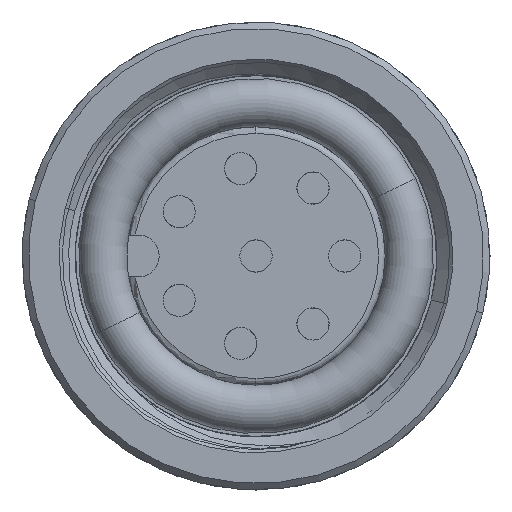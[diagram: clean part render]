
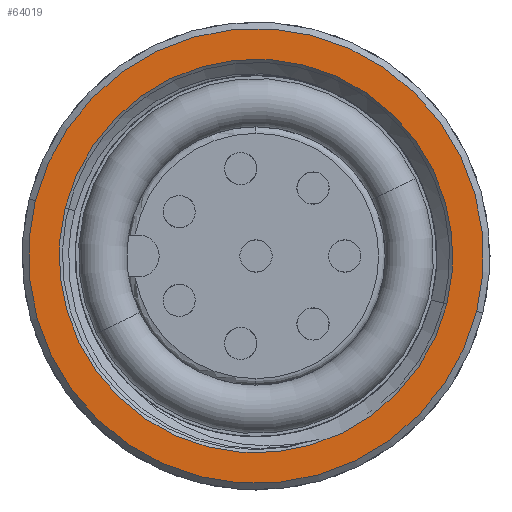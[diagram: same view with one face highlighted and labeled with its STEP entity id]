
A CAD part, left-side view. The second image highlights one B-rep face of the part: STEP entity #64019.
In plain terms, the highlighted face is planar.
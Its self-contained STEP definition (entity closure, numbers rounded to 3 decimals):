
#198 = ORIENTED_EDGE ( 'NONE', *, *, #36707, .T. ) ;
#527 = CIRCLE ( 'NONE', #9388, 6.1 ) ;
#2936 = EDGE_CURVE ( 'NONE', #35730, #22949, #51817, .T. ) ;
#6328 = DIRECTION ( 'NONE',  ( 0., 0., 1. ) ) ;
#9388 = AXIS2_PLACEMENT_3D ( 'NONE', #47667, #23045, #48490 ) ;
#10265 = CARTESIAN_POINT ( 'NONE',  ( 11., 0., -7.05 ) ) ;
#18729 = CARTESIAN_POINT ( 'NONE',  ( 11., 0., 0. ) ) ;
#22949 = VERTEX_POINT ( 'NONE', #33110 ) ;
#23045 = DIRECTION ( 'NONE',  ( -1., 0., 0. ) ) ;
#25373 = CARTESIAN_POINT ( 'NONE',  ( 11., 7.25, 0. ) ) ;
#31426 = DIRECTION ( 'NONE',  ( -1., 0., 0. ) ) ;
#33110 = CARTESIAN_POINT ( 'NONE',  ( 11., 0., 7.05 ) ) ;
#35307 = FACE_BOUND ( 'NONE', #67035, .T. ) ;
#35730 = VERTEX_POINT ( 'NONE', #10265 ) ;
#36707 = EDGE_CURVE ( 'NONE', #22949, #35730, #50335, .T. ) ;
#37769 = DIRECTION ( 'NONE',  ( 0., 0., 1. ) ) ;
#42416 = CARTESIAN_POINT ( 'NONE',  ( 11., 0., 0. ) ) ;
#43618 = DIRECTION ( 'NONE',  ( 0., 0., 1. ) ) ;
#44150 = DIRECTION ( 'NONE',  ( 1., 0., 0. ) ) ;
#44436 = PLANE ( 'NONE',  #80049 ) ;
#44528 = CIRCLE ( 'NONE', #61436, 6.1 ) ;
#47667 = CARTESIAN_POINT ( 'NONE',  ( 11., 0., 0. ) ) ;
#48490 = DIRECTION ( 'NONE',  ( 0., 0., 1. ) ) ;
#50296 = VERTEX_POINT ( 'NONE', #67795 ) ;
#50335 = CIRCLE ( 'NONE', #71677, 7.05 ) ;
#51604 = CARTESIAN_POINT ( 'NONE',  ( 11., 0., 0. ) ) ;
#51817 = CIRCLE ( 'NONE', #81130, 7.05 ) ;
#52086 = FACE_OUTER_BOUND ( 'NONE', #55783, .T. ) ;
#52664 = ORIENTED_EDGE ( 'NONE', *, *, #2936, .T. ) ;
#55783 = EDGE_LOOP ( 'NONE', ( #198, #52664 ) ) ;
#60393 = DIRECTION ( 'NONE',  ( 1., 0., 0. ) ) ;
#61436 = AXIS2_PLACEMENT_3D ( 'NONE', #51604, #31426, #37769 ) ;
#62357 = ORIENTED_EDGE ( 'NONE', *, *, #77527, .T. ) ;
#64019 = ADVANCED_FACE ( 'NONE', ( #52086, #35307 ), #44436, .F. ) ;
#67035 = EDGE_LOOP ( 'NONE', ( #70987, #62357 ) ) ;
#67050 = DIRECTION ( 'NONE',  ( 0., 0., 1. ) ) ;
#67795 = CARTESIAN_POINT ( 'NONE',  ( 11., 0., 6.1 ) ) ;
#70987 = ORIENTED_EDGE ( 'NONE', *, *, #74998, .T. ) ;
#71410 = CARTESIAN_POINT ( 'NONE',  ( 11., 0., -6.1 ) ) ;
#71677 = AXIS2_PLACEMENT_3D ( 'NONE', #42416, #60393, #67050 ) ;
#74998 = EDGE_CURVE ( 'NONE', #79544, #50296, #527, .T. ) ;
#75382 = DIRECTION ( 'NONE',  ( -1., 0., 0. ) ) ;
#77527 = EDGE_CURVE ( 'NONE', #50296, #79544, #44528, .T. ) ;
#79544 = VERTEX_POINT ( 'NONE', #71410 ) ;
#80049 = AXIS2_PLACEMENT_3D ( 'NONE', #25373, #75382, #43618 ) ;
#81130 = AXIS2_PLACEMENT_3D ( 'NONE', #18729, #44150, #6328 ) ;
